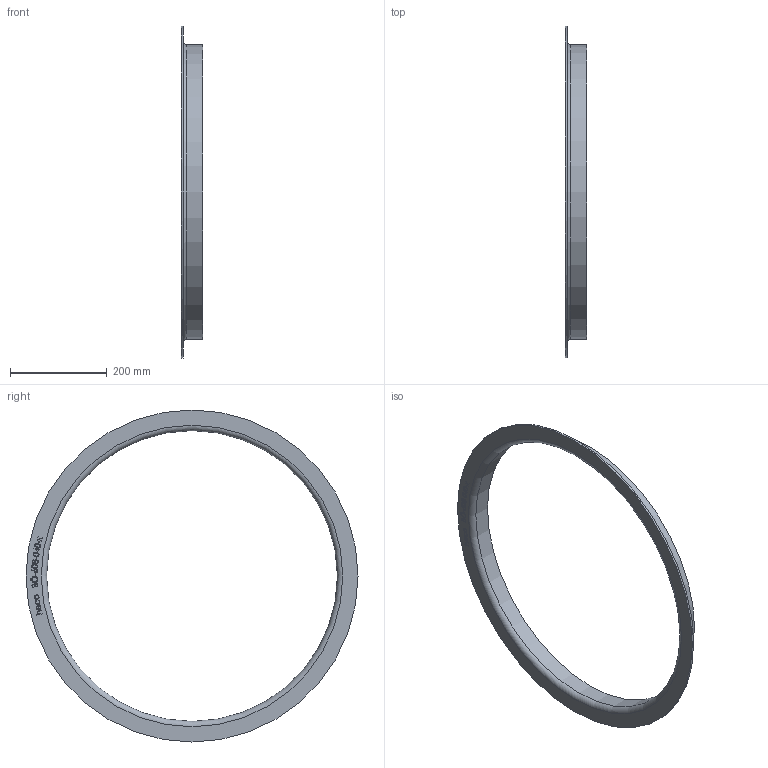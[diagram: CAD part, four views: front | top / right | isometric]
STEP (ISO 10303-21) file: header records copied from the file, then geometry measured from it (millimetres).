
FILE_DESCRIPTION (( 'STEP AP214' ), '1' );
FILE_NAME ('BÖ-608-040-x Vorschweissbördel 2012.STEP', '2020-12-08T10:24:53', ( '' ), ( '' ), 'SwSTEP 2.0', 'SolidWorks 2019', '' );
FILE_SCHEMA (( 'AUTOMOTIVE_DESIGN' ));
Length unit declared in the file: millimetre
Products named in the file (1): BÖ-608-040-x Vorschweissbördel 2012
Bounding box: 45 x 685 x 685 mm (x, y, z)
Volume: 625159.7 mm3; surface area: 328780.7 mm2
Topology: 1 solids, 1 shells, 213 faces, 538 edges, 358 vertices
Faces by surface type: bspline 113, plane 95, cylinder 3, torus 2
Full cylindrical faces by diameter (mm): 600 x1, 608 x1, 685 x1
Entity records: 15154 total; most frequent: CARTESIAN_POINT 8650, ORIENTED_EDGE 1066, EDGE_CURVE 533, DIRECTION 517, VERTEX_POINT 358, LINE 299, VECTOR 299, EDGE_LOOP 251
